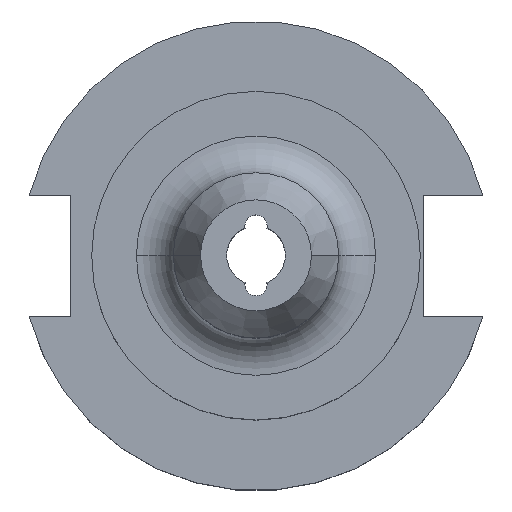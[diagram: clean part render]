
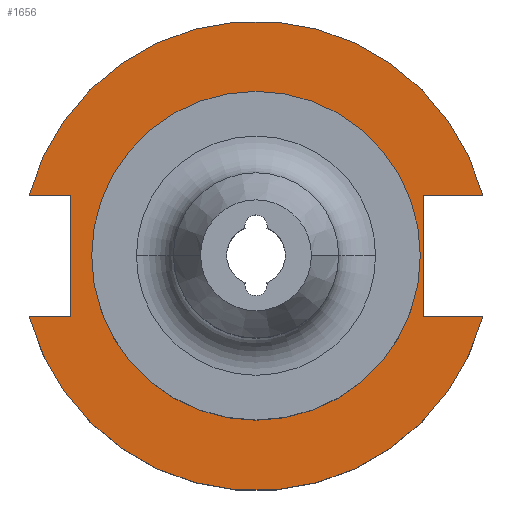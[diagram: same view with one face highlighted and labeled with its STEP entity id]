
A CAD part, top view. The second image highlights one B-rep face of the part: STEP entity #1656.
In plain terms, the highlighted planar face has unit normal (0, 0, 1).
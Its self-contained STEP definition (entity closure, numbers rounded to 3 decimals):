
#2 = FACE_OUTER_BOUND ( 'NONE', #977, .T. ) ;
#37 = ORIENTED_EDGE ( 'NONE', *, *, #930, .T. ) ;
#54 = VERTEX_POINT ( 'NONE', #1002 ) ;
#57 = LINE ( 'NONE', #605, #1503 ) ;
#62 = DIRECTION ( 'NONE',  ( 1., 0., 0. ) ) ;
#64 = VERTEX_POINT ( 'NONE', #1446 ) ;
#91 = EDGE_CURVE ( 'NONE', #54, #1676, #57, .T. ) ;
#118 = EDGE_CURVE ( 'NONE', #1478, #1393, #598, .T. ) ;
#122 = CARTESIAN_POINT ( 'NONE',  ( 0., 0., 19.05 ) ) ;
#129 = CARTESIAN_POINT ( 'NONE',  ( 22.225, 0., 19.05 ) ) ;
#136 = VECTOR ( 'NONE', #1488, 1000. ) ;
#138 = VECTOR ( 'NONE', #1160, 1000. ) ;
#178 = AXIS2_PLACEMENT_3D ( 'NONE', #1066, #513, #388 ) ;
#193 = CARTESIAN_POINT ( 'NONE',  ( -61.091, 8.191, 19.05 ) ) ;
#195 = VERTEX_POINT ( 'NONE', #672 ) ;
#209 = DIRECTION ( 'NONE',  ( 0., -1., 0. ) ) ;
#216 = CARTESIAN_POINT ( 'NONE',  ( -25.091, 8.191, 19.05 ) ) ;
#249 = LINE ( 'NONE', #1346, #1281 ) ;
#261 = ORIENTED_EDGE ( 'NONE', *, *, #118, .T. ) ;
#269 = DIRECTION ( 'NONE',  ( 0., 0., 1. ) ) ;
#299 = DIRECTION ( 'NONE',  ( 1., 0., 0. ) ) ;
#301 = AXIS2_PLACEMENT_3D ( 'NONE', #1633, #1222, #371 ) ;
#334 = CARTESIAN_POINT ( 'NONE',  ( -25.091, 8.191, 19.05 ) ) ;
#371 = DIRECTION ( 'NONE',  ( 1., 0., 0. ) ) ;
#382 = ORIENTED_EDGE ( 'NONE', *, *, #1764, .T. ) ;
#388 = DIRECTION ( 'NONE',  ( 1., 0., 0. ) ) ;
#417 = LINE ( 'NONE', #879, #138 ) ;
#431 = ORIENTED_EDGE ( 'NONE', *, *, #91, .T. ) ;
#447 = ORIENTED_EDGE ( 'NONE', *, *, #1226, .F. ) ;
#499 = CARTESIAN_POINT ( 'NONE',  ( -30.675, -8.191, 19.05 ) ) ;
#513 = DIRECTION ( 'NONE',  ( 0., 0., 1. ) ) ;
#526 = CIRCLE ( 'NONE', #301, 22.225 ) ;
#583 = ORIENTED_EDGE ( 'NONE', *, *, #1215, .F. ) ;
#598 = LINE ( 'NONE', #216, #1429 ) ;
#605 = CARTESIAN_POINT ( 'NONE',  ( 22.606, 22.225, 19.05 ) ) ;
#643 = EDGE_CURVE ( 'NONE', #1085, #1393, #1244, .T. ) ;
#654 = DIRECTION ( 'NONE',  ( -1., 0., 0. ) ) ;
#672 = CARTESIAN_POINT ( 'NONE',  ( 30.675, 8.191, 19.05 ) ) ;
#736 = CIRCLE ( 'NONE', #1448, 31.75 ) ;
#781 = CIRCLE ( 'NONE', #1261, 31.75 ) ;
#826 = VERTEX_POINT ( 'NONE', #1374 ) ;
#832 = VERTEX_POINT ( 'NONE', #129 ) ;
#839 = CARTESIAN_POINT ( 'NONE',  ( 0., 0., 19.05 ) ) ;
#845 = DIRECTION ( 'NONE',  ( -1., 0., 0. ) ) ;
#857 = DIRECTION ( 'NONE',  ( 0., 0., -1. ) ) ;
#870 = VECTOR ( 'NONE', #62, 1000. ) ;
#878 = DIRECTION ( 'NONE',  ( 0., 1., 0. ) ) ;
#879 = CARTESIAN_POINT ( 'NONE',  ( 0., -8.191, 19.05 ) ) ;
#895 = LINE ( 'NONE', #193, #870 ) ;
#927 = EDGE_LOOP ( 'NONE', ( #447, #1266 ) ) ;
#930 = EDGE_CURVE ( 'NONE', #195, #1077, #781, .T. ) ;
#977 = EDGE_LOOP ( 'NONE', ( #261, #1326, #1751, #1434, #431, #583, #37, #382 ) ) ;
#1002 = CARTESIAN_POINT ( 'NONE',  ( 22.606, -8.191, 19.05 ) ) ;
#1066 = CARTESIAN_POINT ( 'NONE',  ( 0., 0., 19.05 ) ) ;
#1077 = VERTEX_POINT ( 'NONE', #1312 ) ;
#1085 = VERTEX_POINT ( 'NONE', #499 ) ;
#1113 = CARTESIAN_POINT ( 'NONE',  ( 0., 22.225, 19.05 ) ) ;
#1160 = DIRECTION ( 'NONE',  ( 1., 0., 0. ) ) ;
#1181 = EDGE_CURVE ( 'NONE', #826, #832, #1707, .T. ) ;
#1215 = EDGE_CURVE ( 'NONE', #195, #1676, #249, .T. ) ;
#1222 = DIRECTION ( 'NONE',  ( 0., 0., 1. ) ) ;
#1226 = EDGE_CURVE ( 'NONE', #832, #826, #526, .T. ) ;
#1244 = LINE ( 'NONE', #1333, #136 ) ;
#1261 = AXIS2_PLACEMENT_3D ( 'NONE', #839, #1269, #299 ) ;
#1266 = ORIENTED_EDGE ( 'NONE', *, *, #1181, .F. ) ;
#1269 = DIRECTION ( 'NONE',  ( 0., 0., 1. ) ) ;
#1281 = VECTOR ( 'NONE', #654, 1000. ) ;
#1312 = CARTESIAN_POINT ( 'NONE',  ( -30.675, 8.191, 19.05 ) ) ;
#1326 = ORIENTED_EDGE ( 'NONE', *, *, #643, .F. ) ;
#1333 = CARTESIAN_POINT ( 'NONE',  ( -61.091, -8.191, 19.05 ) ) ;
#1336 = EDGE_CURVE ( 'NONE', #1085, #64, #736, .T. ) ;
#1346 = CARTESIAN_POINT ( 'NONE',  ( 0., 8.191, 19.05 ) ) ;
#1374 = CARTESIAN_POINT ( 'NONE',  ( -22.225, 0., 19.05 ) ) ;
#1393 = VERTEX_POINT ( 'NONE', #1558 ) ;
#1429 = VECTOR ( 'NONE', #209, 1000. ) ;
#1434 = ORIENTED_EDGE ( 'NONE', *, *, #1559, .F. ) ;
#1446 = CARTESIAN_POINT ( 'NONE',  ( 30.675, -8.191, 19.05 ) ) ;
#1448 = AXIS2_PLACEMENT_3D ( 'NONE', #122, #269, #1673 ) ;
#1478 = VERTEX_POINT ( 'NONE', #334 ) ;
#1488 = DIRECTION ( 'NONE',  ( 1., 0., 0. ) ) ;
#1503 = VECTOR ( 'NONE', #878, 1000. ) ;
#1558 = CARTESIAN_POINT ( 'NONE',  ( -25.091, -8.191, 19.05 ) ) ;
#1559 = EDGE_CURVE ( 'NONE', #54, #64, #417, .T. ) ;
#1633 = CARTESIAN_POINT ( 'NONE',  ( 0., 0., 19.05 ) ) ;
#1656 = ADVANCED_FACE ( 'NONE', ( #1803, #2 ), #1709, .F. ) ;
#1673 = DIRECTION ( 'NONE',  ( 1., 0., 0. ) ) ;
#1676 = VERTEX_POINT ( 'NONE', #1693 ) ;
#1693 = CARTESIAN_POINT ( 'NONE',  ( 22.606, 8.191, 19.05 ) ) ;
#1707 = CIRCLE ( 'NONE', #178, 22.225 ) ;
#1709 = PLANE ( 'NONE',  #1741 ) ;
#1741 = AXIS2_PLACEMENT_3D ( 'NONE', #1113, #857, #845 ) ;
#1751 = ORIENTED_EDGE ( 'NONE', *, *, #1336, .T. ) ;
#1764 = EDGE_CURVE ( 'NONE', #1077, #1478, #895, .T. ) ;
#1803 = FACE_BOUND ( 'NONE', #927, .T. ) ;
